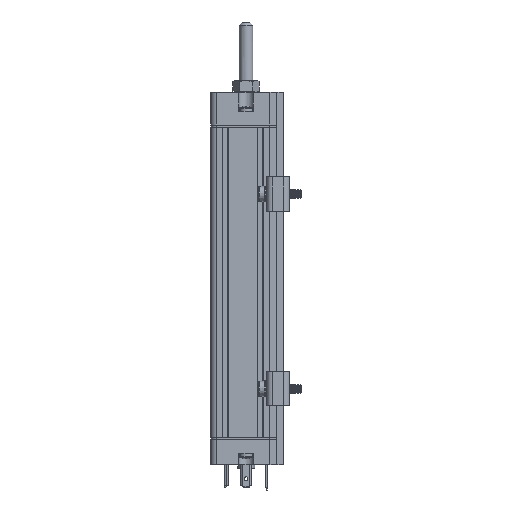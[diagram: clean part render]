
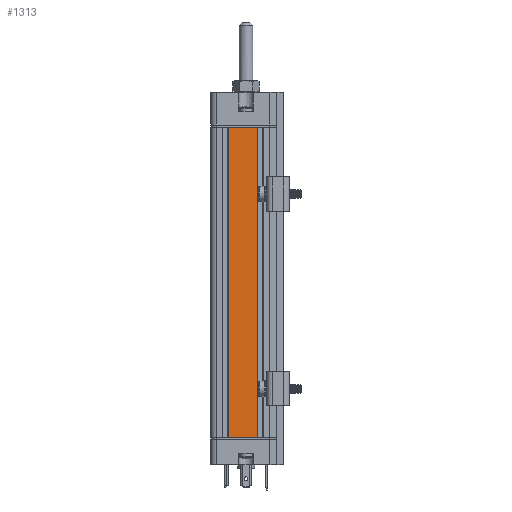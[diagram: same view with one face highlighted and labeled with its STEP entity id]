
A CAD part, left-side view. The second image highlights one B-rep face of the part: STEP entity #1313.
In plain terms, the highlighted planar face has unit normal (-1, 0, 0).
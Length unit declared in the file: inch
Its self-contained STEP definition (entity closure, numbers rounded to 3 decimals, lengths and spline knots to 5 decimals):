
#1313 = ADVANCED_FACE ( 'NONE', ( #5795 ), #36435, .T. ) ;
#2075 = ORIENTED_EDGE ( 'NONE', *, *, #26316, .T. ) ;
#3415 = CARTESIAN_POINT ( 'NONE',  ( 0., 0.45669, 0. ) ) ;
#4443 = EDGE_CURVE ( 'NONE', #43555, #49374, #43076, .T. ) ;
#4870 = DIRECTION ( 'NONE',  ( 0., -1., 0. ) ) ;
#5535 = DIRECTION ( 'NONE',  ( 0., 0., 1. ) ) ;
#5795 = FACE_OUTER_BOUND ( 'NONE', #27296, .T. ) ;
#6874 = EDGE_CURVE ( 'NONE', #43555, #23550, #16275, .T. ) ;
#7426 = CARTESIAN_POINT ( 'NONE',  ( 0., 0.96063, 0. ) ) ;
#7725 = EDGE_CURVE ( 'NONE', #23550, #29909, #23964, .T. ) ;
#10238 = CARTESIAN_POINT ( 'NONE',  ( 0., 0.45669, -5.37402 ) ) ;
#12832 = DIRECTION ( 'NONE',  ( -1., 0., 0. ) ) ;
#16153 = ORIENTED_EDGE ( 'NONE', *, *, #4443, .T. ) ;
#16275 = LINE ( 'NONE', #42429, #25415 ) ;
#17345 = CARTESIAN_POINT ( 'NONE',  ( 0., 0.45669, -5.37402 ) ) ;
#21041 = DIRECTION ( 'NONE',  ( 0., 0., 1. ) ) ;
#22445 = CARTESIAN_POINT ( 'NONE',  ( 0., 0.45669, -5.37402 ) ) ;
#22621 = VECTOR ( 'NONE', #39541, 39.37008 ) ;
#23550 = VERTEX_POINT ( 'NONE', #7426 ) ;
#23964 = LINE ( 'NONE', #24722, #22621 ) ;
#24607 = VECTOR ( 'NONE', #4870, 39.37008 ) ;
#24722 = CARTESIAN_POINT ( 'NONE',  ( 0., 0.45669, 0. ) ) ;
#24840 = VECTOR ( 'NONE', #21041, 39.37008 ) ;
#25415 = VECTOR ( 'NONE', #31368, 39.37008 ) ;
#25811 = LINE ( 'NONE', #10238, #24840 ) ;
#26316 = EDGE_CURVE ( 'NONE', #49374, #29909, #25811, .T. ) ;
#27296 = EDGE_LOOP ( 'NONE', ( #41416, #32407, #16153, #2075 ) ) ;
#29909 = VERTEX_POINT ( 'NONE', #3415 ) ;
#31368 = DIRECTION ( 'NONE',  ( 0., 0., 1. ) ) ;
#32407 = ORIENTED_EDGE ( 'NONE', *, *, #6874, .F. ) ;
#36260 = AXIS2_PLACEMENT_3D ( 'NONE', #17345, #12832, #5535 ) ;
#36435 = PLANE ( 'NONE',  #36260 ) ;
#39541 = DIRECTION ( 'NONE',  ( 0., -1., 0. ) ) ;
#41416 = ORIENTED_EDGE ( 'NONE', *, *, #7725, .F. ) ;
#42077 = CARTESIAN_POINT ( 'NONE',  ( 0., 0.45669, -5.37402 ) ) ;
#42388 = CARTESIAN_POINT ( 'NONE',  ( 0., 0.96063, -5.37402 ) ) ;
#42429 = CARTESIAN_POINT ( 'NONE',  ( 0., 0.96063, -5.37402 ) ) ;
#43076 = LINE ( 'NONE', #42077, #24607 ) ;
#43555 = VERTEX_POINT ( 'NONE', #42388 ) ;
#49374 = VERTEX_POINT ( 'NONE', #22445 ) ;
